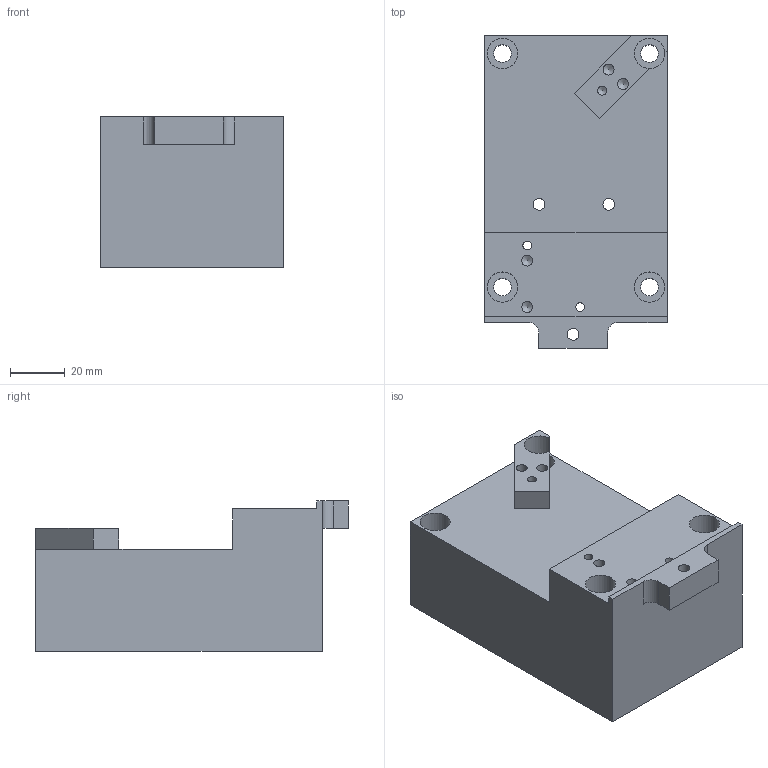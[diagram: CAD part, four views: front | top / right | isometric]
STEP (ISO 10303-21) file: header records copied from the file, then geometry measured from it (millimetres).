
FILE_DESCRIPTION(/* description */ (''),/* implementation_level */ '2;1');
FILE_NAME(/* name */ 'FAB-P0030 Filter Cube Support- Lower.stp',/* time_stamp */ '2020-02-10T11:57:08+00:00',/* author */ ('whgu0532'),/* organization */ (''),/* preprocessor_version */ 'ST-DEVELOPER v18',/* originating_system */ 'Autodesk Inventor 2020',/* authorisation */ '');
FILE_SCHEMA (('AUTOMOTIVE_DESIGN { 1 0 10303 214 3 1 1 }','AUTOMOTIVE_DESIGN'));
Length unit declared in the file: millimetre
Products named in the file (1): FAB-P0030 Filter Cube Support- Lower
Bounding box: 66.5 x 113.81 x 54.63 mm (x, y, z)
Volume: 280476.4 mm3; surface area: 38854.8 mm2
Topology: 1 solids, 1 shells, 65 faces, 201 edges, 147 vertices
Faces by surface type: plane 31, cylinder 28, cone 6
Full cylindrical faces by diameter (mm): 3.2 x2, 3.3 x1, 4 x5, 4.3 x3, 6.4 x4, 6.5 x2, 8 x3, 11 x4
Entity records: 2398 total; most frequent: DIRECTION 430, CARTESIAN_POINT 408, ORIENTED_EDGE 390, EDGE_CURVE 195, AXIS2_PLACEMENT_3D 169, VERTEX_POINT 147, CIRCLE 103, EDGE_LOOP 98
